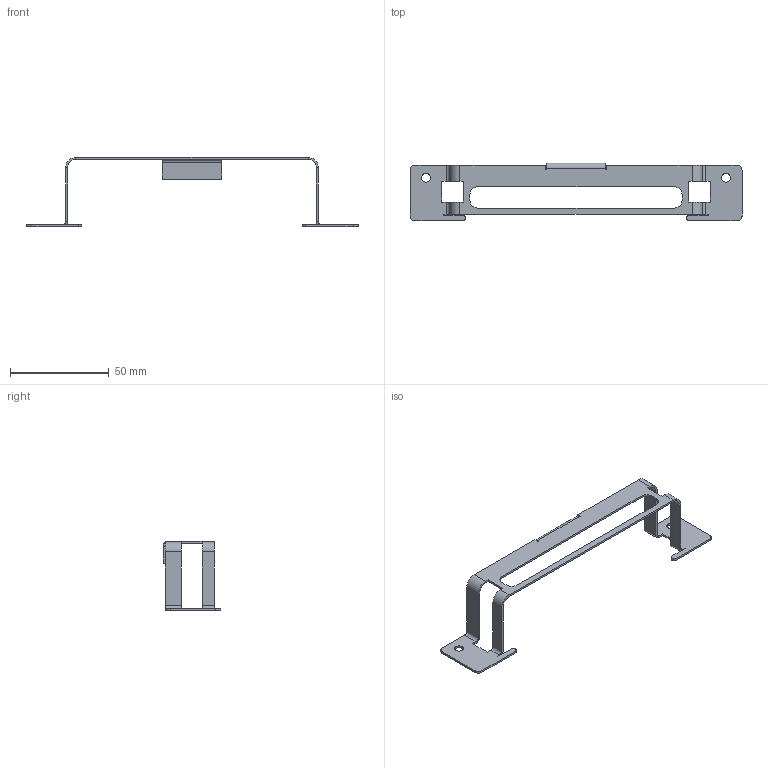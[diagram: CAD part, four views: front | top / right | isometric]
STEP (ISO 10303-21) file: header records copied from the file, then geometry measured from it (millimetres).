
FILE_DESCRIPTION (( 'STEP AP203' ), '1' );
FILE_NAME ('014846_GEO_B FOR REFRENCE ONLY.STEP', '2017-11-02T22:07:44', ( '' ), ( '' ), 'SwSTEP 2.0', 'SolidWorks 2016', '' );
FILE_SCHEMA (( 'CONFIG_CONTROL_DESIGN' ));
Length unit declared in the file: millimetre
Products named in the file (1): 014846_GEO_B FOR REFRENCE ONLY
Bounding box: 168.05 x 29.27 x 35.02 mm (x, y, z)
Volume: 4266.1 mm3; surface area: 9417.4 mm2
Topology: 1 solids, 1 shells, 116 faces, 282 edges, 164 vertices
Faces by surface type: plane 82, cylinder 34
Entity records: 3395 total; most frequent: DIRECTION 584, ORIENTED_EDGE 564, CARTESIAN_POINT 563, EDGE_CURVE 282, LINE 214, VECTOR 214, AXIS2_PLACEMENT_3D 185, VERTEX_POINT 164
